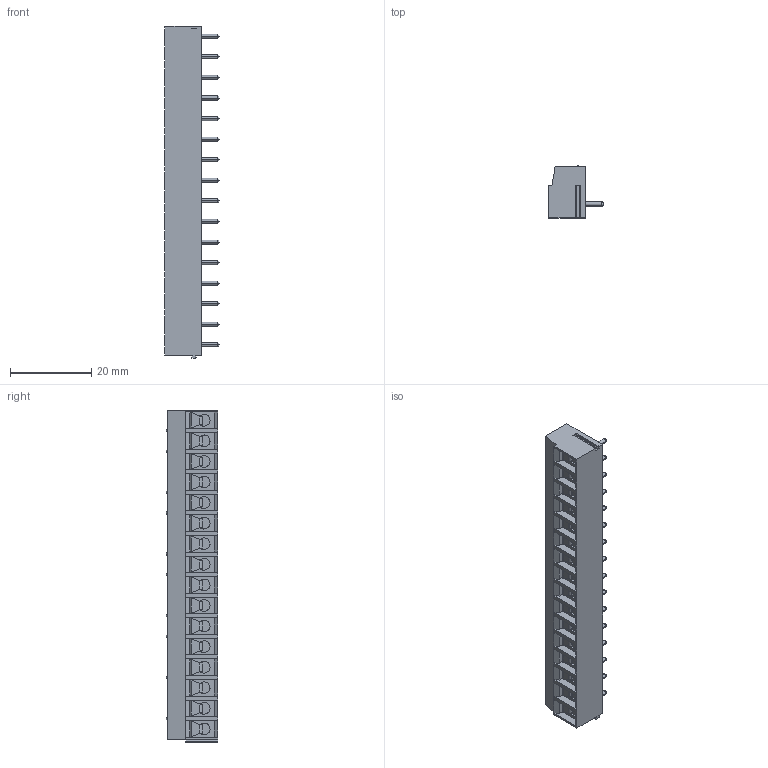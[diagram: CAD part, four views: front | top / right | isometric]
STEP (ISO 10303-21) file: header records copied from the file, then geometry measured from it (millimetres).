
FILE_DESCRIPTION((''),'2;1');
FILE_NAME('PRT0053','2024-12-10T',('yanfa'),(''),'PRO/ENGINEER BY PARAMETRIC TECHNOLOGY CORPORATION, 2009280','PRO/ENGINEER BY PARAMETRIC TECHNOLOGY CORPORATION, 2009280','');
FILE_SCHEMA(('AUTOMOTIVE_DESIGN_CC2 { 1 2 10303 214 -1 1 5 2 }'));
Length unit declared in the file: millimetre
Products named in the file (1): PRT0053
Bounding box: 13.5 x 12.8 x 81.97 mm (x, y, z)
Volume: 7403.4 mm3; surface area: 5898.2 mm2
Topology: 1 solids, 1 shells, 922 faces, 2392 edges, 1494 vertices
Faces by surface type: plane 480, cylinder 294, cone 64, sphere 52, torus 32
Entity records: 28156 total; most frequent: CARTESIAN_POINT 5716, ORIENTED_EDGE 4680, DIRECTION 4652, EDGE_CURVE 2340, AXIS2_PLACEMENT_3D 1646, VERTEX_POINT 1494, VECTOR 1360, LINE 1360
